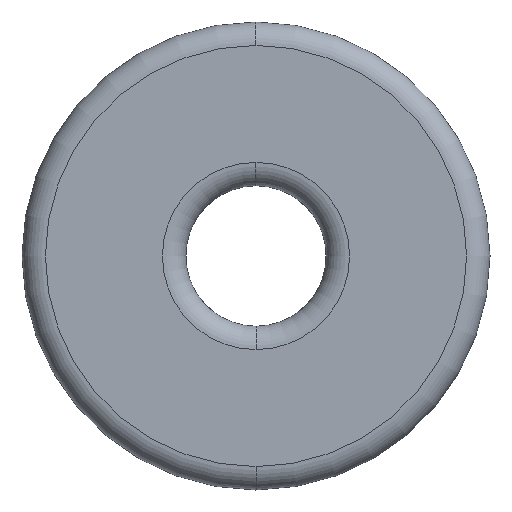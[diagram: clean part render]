
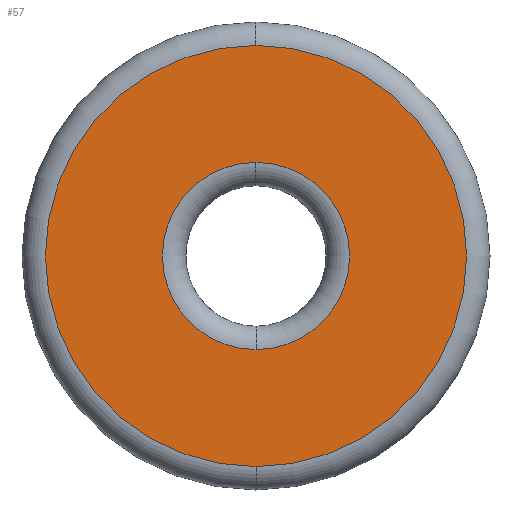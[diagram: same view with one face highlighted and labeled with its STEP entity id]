
A CAD part, left-side view. The second image highlights one B-rep face of the part: STEP entity #57.
In plain terms, the highlighted planar face has unit normal (-1, 0, 0).
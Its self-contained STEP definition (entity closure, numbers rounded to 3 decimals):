
#2 = VERTEX_POINT ( 'NONE', #322 ) ;
#57 = ADVANCED_FACE ( 'NONE', ( #1130, #1481 ), #1533, .F. ) ;
#149 = EDGE_CURVE ( 'NONE', #2, #476, #237, .T. ) ;
#151 = CARTESIAN_POINT ( 'NONE',  ( 0., 0., 0. ) ) ;
#193 = DIRECTION ( 'NONE',  ( 1., 0., 0. ) ) ;
#212 = AXIS2_PLACEMENT_3D ( 'NONE', #151, #781, #521 ) ;
#215 = CARTESIAN_POINT ( 'NONE',  ( 0., 0., 0. ) ) ;
#237 = CIRCLE ( 'NONE', #1596, 4. ) ;
#243 = CARTESIAN_POINT ( 'NONE',  ( 0., 0., 0. ) ) ;
#291 = CARTESIAN_POINT ( 'NONE',  ( 0., 0., -4. ) ) ;
#312 = CARTESIAN_POINT ( 'NONE',  ( 0., 0., 0. ) ) ;
#322 = CARTESIAN_POINT ( 'NONE',  ( 0., 0., 4. ) ) ;
#402 = ORIENTED_EDGE ( 'NONE', *, *, #663, .T. ) ;
#417 = EDGE_LOOP ( 'NONE', ( #1373, #982 ) ) ;
#476 = VERTEX_POINT ( 'NONE', #291 ) ;
#511 = DIRECTION ( 'NONE',  ( -1., 0., 0. ) ) ;
#521 = DIRECTION ( 'NONE',  ( 0., 0., -1. ) ) ;
#571 = DIRECTION ( 'NONE',  ( 0., 0., -1. ) ) ;
#599 = AXIS2_PLACEMENT_3D ( 'NONE', #820, #1314, #571 ) ;
#663 = EDGE_CURVE ( 'NONE', #476, #2, #754, .T. ) ;
#716 = DIRECTION ( 'NONE',  ( 1., 0., 0. ) ) ;
#754 = CIRCLE ( 'NONE', #1117, 4. ) ;
#773 = CIRCLE ( 'NONE', #212, 9. ) ;
#781 = DIRECTION ( 'NONE',  ( -1., 0., 0. ) ) ;
#820 = CARTESIAN_POINT ( 'NONE',  ( 0., 3., 0. ) ) ;
#889 = ORIENTED_EDGE ( 'NONE', *, *, #149, .T. ) ;
#897 = EDGE_CURVE ( 'NONE', #1122, #1586, #1380, .T. ) ;
#939 = DIRECTION ( 'NONE',  ( 0., 0., -1. ) ) ;
#982 = ORIENTED_EDGE ( 'NONE', *, *, #1474, .T. ) ;
#1053 = CARTESIAN_POINT ( 'NONE',  ( 0., 0., 9. ) ) ;
#1099 = EDGE_LOOP ( 'NONE', ( #402, #889 ) ) ;
#1117 = AXIS2_PLACEMENT_3D ( 'NONE', #312, #193, #939 ) ;
#1122 = VERTEX_POINT ( 'NONE', #1173 ) ;
#1130 = FACE_BOUND ( 'NONE', #1099, .T. ) ;
#1173 = CARTESIAN_POINT ( 'NONE',  ( 0., 0., -9. ) ) ;
#1210 = AXIS2_PLACEMENT_3D ( 'NONE', #243, #511, #1379 ) ;
#1314 = DIRECTION ( 'NONE',  ( 1., 0., 0. ) ) ;
#1373 = ORIENTED_EDGE ( 'NONE', *, *, #897, .T. ) ;
#1379 = DIRECTION ( 'NONE',  ( 0., 0., -1. ) ) ;
#1380 = CIRCLE ( 'NONE', #1210, 9. ) ;
#1474 = EDGE_CURVE ( 'NONE', #1586, #1122, #773, .T. ) ;
#1481 = FACE_OUTER_BOUND ( 'NONE', #417, .T. ) ;
#1533 = PLANE ( 'NONE',  #599 ) ;
#1566 = DIRECTION ( 'NONE',  ( 0., 0., -1. ) ) ;
#1586 = VERTEX_POINT ( 'NONE', #1053 ) ;
#1596 = AXIS2_PLACEMENT_3D ( 'NONE', #215, #716, #1566 ) ;
